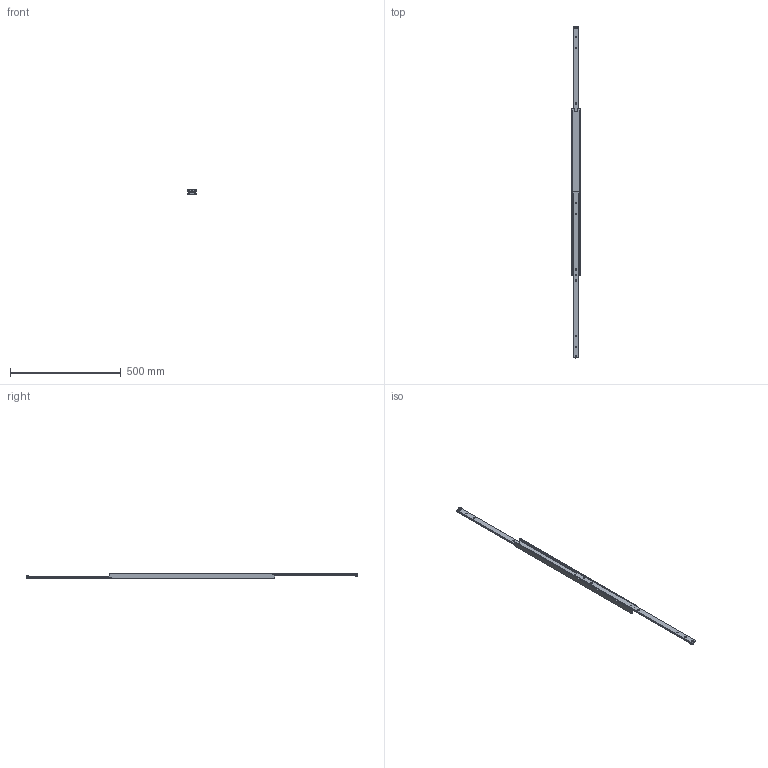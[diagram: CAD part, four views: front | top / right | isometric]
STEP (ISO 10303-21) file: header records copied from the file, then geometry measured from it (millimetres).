
FILE_DESCRIPTION(/* description */ ('SUPREME TR4024 -750/750 (24)'),/* implementation_level */ '2;1');
FILE_NAME(/* name */ '13840S12.stp',/* time_stamp */ '2023-08-22T12:08:07+02:00',/* author */ ('r.groen'),/* organization */ (''),/* preprocessor_version */ 'ST-DEVELOPER v18.1',/* originating_system */ 'Autodesk Inventor 2022',/* authorisation */ '');
FILE_SCHEMA (('AUTOMOTIVE_DESIGN { 1 0 10303 214 3 1 1 }'));
Length unit declared in the file: millimetre
Products named in the file (4): 13840S12; 13840S12_1; 13840S12_2; DIN912 M8x8
Assembly tree (5 placements, depth 2):
  13840S12
    13840S12_1
    13840S12_2  x2
    DIN912 M8x8  x2
Bounding box: 40 x 1500 x 24 mm (x, y, z)
Volume: 510066.6 mm3; surface area: 232032.8 mm2
Topology: 7 solids, 7 shells, 148 faces, 382 edges, 250 vertices
Faces by surface type: plane 66, cylinder 46, cone 24, torus 12
Full cylindrical faces by diameter (mm): 1 x2, 4 x2, 4.13 x4, 6.65 x14, 8 x8, 13 x2
Entity records: 3202 total; most frequent: CARTESIAN_POINT 709, DIRECTION 508, ORIENTED_EDGE 476, EDGE_CURVE 238, AXIS2_PLACEMENT_3D 185, VERTEX_POINT 157, LINE 138, VECTOR 138
